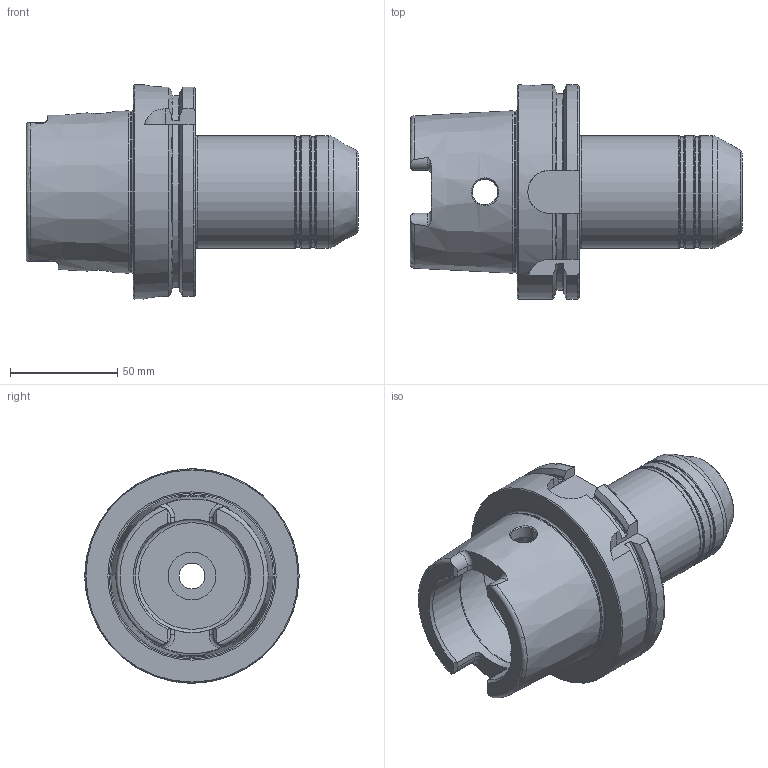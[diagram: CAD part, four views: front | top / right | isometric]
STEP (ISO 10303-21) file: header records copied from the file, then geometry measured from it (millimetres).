
FILE_DESCRIPTION(/* description */ (''),/* implementation_level */ '2;1');
FILE_NAME(/* name */ '159200.stp',/* time_stamp */ '2021-06-28T15:41:18+09:00',/* author */ ('eos'),/* organization */ (''),/* preprocessor_version */ 'ST-DEVELOPER v18.1',/* originating_system */ 'Autodesk Inventor 2020',/* authorisation */ '');
FILE_SCHEMA (('AUTOMOTIVE_DESIGN { 1 0 10303 214 3 1 1 }'));
Length unit declared in the file: millimetre
Products named in the file (1): HSK63A
Bounding box: 155 x 100 x 100 mm (x, y, z)
Volume: 391208.4 mm3; surface area: 65374.7 mm2
Topology: 1 solids, 1 shells, 132 faces, 406 edges, 281 vertices
Faces by surface type: cylinder 39, plane 38, torus 34, cone 19, bspline 2
Full cylindrical faces by diameter (mm): 10 x1, 12 x3, 14.917 x1, 20 x1, 20.4 x1, 22.376 x1, 25 x1, 51.5 x2, 52.5 x3, 53 x2, 63 x1, 75.415 x1, 100 x1
Entity records: 5498 total; most frequent: CARTESIAN_POINT 1702, DIRECTION 829, ORIENTED_EDGE 816, EDGE_CURVE 408, AXIS2_PLACEMENT_3D 358, VERTEX_POINT 283, CIRCLE 219, EDGE_LOOP 143
